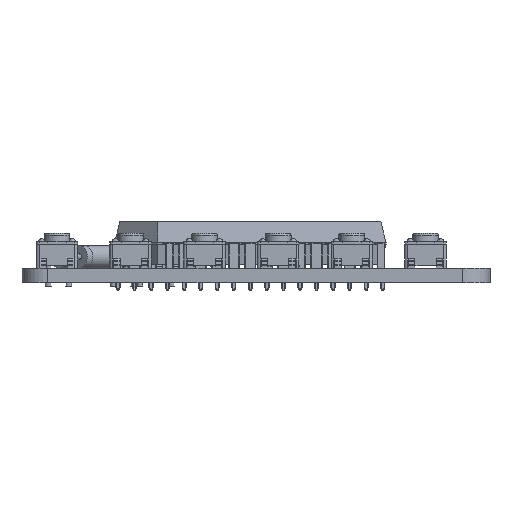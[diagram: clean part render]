
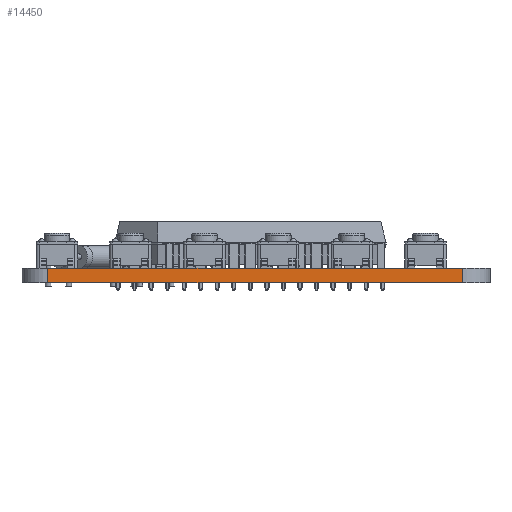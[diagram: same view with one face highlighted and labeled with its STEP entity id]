
A CAD part, left-side view. The second image highlights one B-rep face of the part: STEP entity #14450.
In plain terms, the highlighted planar face has unit normal (-1, 0, 0).
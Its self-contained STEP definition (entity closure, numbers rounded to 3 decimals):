
#387=PLANE('',#15466);
#970=FACE_OUTER_BOUND('',#1773,.T.);
#1773=EDGE_LOOP('',(#9667,#9668,#9669,#9670));
#2726=LINE('',#20961,#4304);
#2727=LINE('',#20964,#4305);
#2728=LINE('',#20966,#4306);
#2729=LINE('',#20967,#4307);
#4304=VECTOR('',#16923,10.);
#4305=VECTOR('',#16926,10.);
#4306=VECTOR('',#16927,10.);
#4307=VECTOR('',#16928,10.);
#6326=VERTEX_POINT('',#20957);
#6327=VERTEX_POINT('',#20959);
#6328=VERTEX_POINT('',#20963);
#6329=VERTEX_POINT('',#20965);
#7631=EDGE_CURVE('',#6326,#6327,#2726,.T.);
#7632=EDGE_CURVE('',#6326,#6328,#2727,.T.);
#7633=EDGE_CURVE('',#6329,#6327,#2728,.T.);
#7634=EDGE_CURVE('',#6328,#6329,#2729,.T.);
#9667=ORIENTED_EDGE('',*,*,#7632,.F.);
#9668=ORIENTED_EDGE('',*,*,#7631,.T.);
#9669=ORIENTED_EDGE('',*,*,#7633,.F.);
#9670=ORIENTED_EDGE('',*,*,#7634,.F.);
#14450=ADVANCED_FACE('',(#970),#387,.T.);
#15466=AXIS2_PLACEMENT_3D('',#20962,#16924,#16925);
#16923=DIRECTION('',(0.,0.,1.));
#16924=DIRECTION('center_axis',(-1.,0.,0.));
#16925=DIRECTION('ref_axis',(0.,-1.,0.));
#16926=DIRECTION('',(0.,1.,0.));
#16927=DIRECTION('',(0.,-1.,0.));
#16928=DIRECTION('',(0.,0.,1.));
#20957=CARTESIAN_POINT('',(0.,3.,0.));
#20959=CARTESIAN_POINT('',(0.,3.,1.57));
#20961=CARTESIAN_POINT('',(0.,3.,0.));
#20962=CARTESIAN_POINT('Origin',(0.,48.,0.));
#20963=CARTESIAN_POINT('',(0.,48.,0.));
#20964=CARTESIAN_POINT('',(0.,3.,0.));
#20965=CARTESIAN_POINT('',(0.,48.,1.57));
#20966=CARTESIAN_POINT('',(0.,3.,1.57));
#20967=CARTESIAN_POINT('',(0.,48.,0.));
